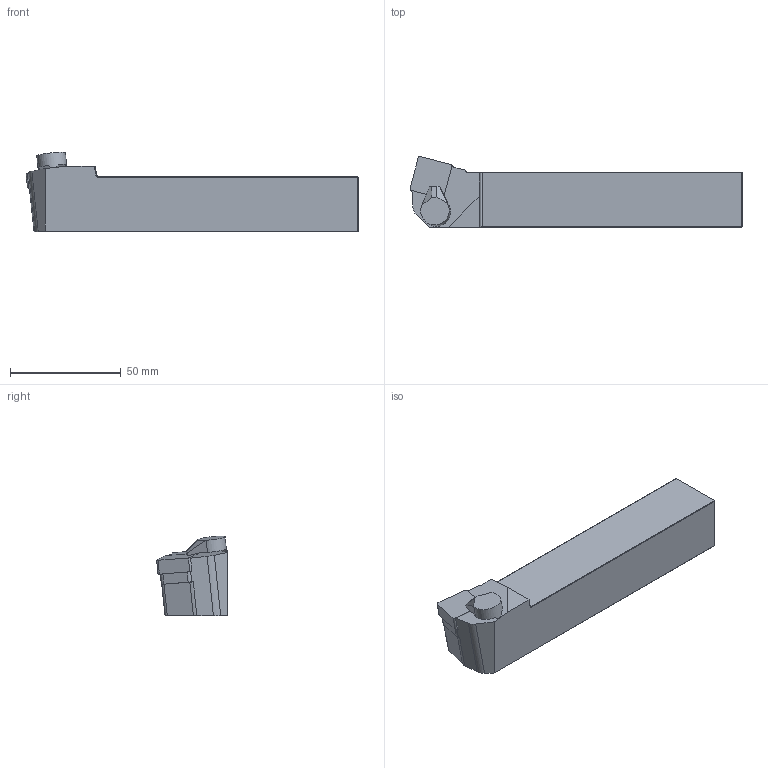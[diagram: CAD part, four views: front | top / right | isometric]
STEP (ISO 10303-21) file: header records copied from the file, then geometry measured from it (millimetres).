
FILE_DESCRIPTION(/* description */ (''),/* implementation_level */ '2;1');
FILE_NAME(/* name */ 'PSKNL-2525-M15C.stp',/* time_stamp */ '2023-10-02T13:11:03+03:00',/* author */ (''),/* organization */ (''),/* preprocessor_version */ 'ST-DEVELOPER v19.4',/* originating_system */ 'SIEMENS PLM Software NX2306.3001',/* authorisation */ '');
FILE_SCHEMA (('AUTOMOTIVE_DESIGN { 1 0 10303 214 3 1 1 1 }'));
Length unit declared in the file: millimetre
Products named in the file (1): PSKNR-2525-M15C
Bounding box: 150 x 31.99 x 35.9 mm (x, y, z)
Volume: 96019.5 mm3; surface area: 17712.2 mm2
Topology: 2 solids, 2 shells, 72 faces, 182 edges, 115 vertices
Faces by surface type: plane 52, cylinder 16, cone 3, torus 1
Entity records: 2198 total; most frequent: CARTESIAN_POINT 410, DIRECTION 368, ORIENTED_EDGE 364, EDGE_CURVE 182, LINE 132, VECTOR 132, AXIS2_PLACEMENT_3D 118, VERTEX_POINT 115
